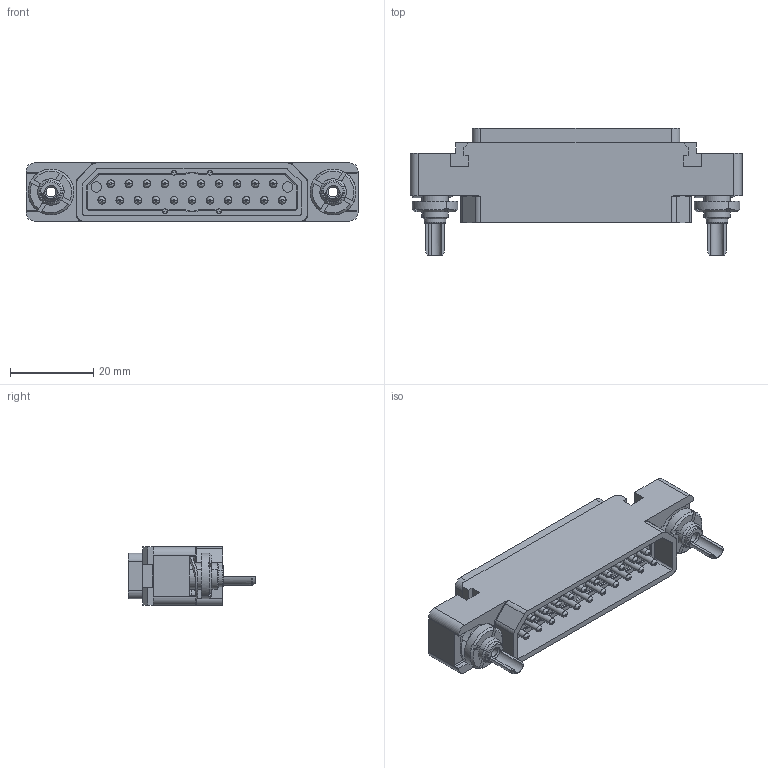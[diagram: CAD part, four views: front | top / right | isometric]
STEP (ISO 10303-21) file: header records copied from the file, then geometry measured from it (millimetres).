
FILE_DESCRIPTION((''),'2;1');
FILE_NAME('1900ND04P1B00B','2019-10-29T',('presta_be4'),(''),'CREO PARAMETRIC BY PTC INC, 2018360','CREO PARAMETRIC BY PTC INC, 2018360','');
FILE_SCHEMA(('CONFIG_CONTROL_DESIGN'));
Products named in the file (1): 1900ND04P1B00B
Bounding box: 80 x 30.75 x 14 mm (x, y, z)
Volume: 12827.8 mm3; surface area: 15546.9 mm2
Topology: 1 solids, 1 shells, 2164 faces, 4838 edges, 2809 vertices
Faces by surface type: cylinder 746, torus 624, plane 378, cone 336, bspline 54, extrusion 26
Entity records: 73218 total; most frequent: CARTESIAN_POINT 23897, DIRECTION 11522, ORIENTED_EDGE 9584, AXIS2_PLACEMENT_3D 4948, EDGE_CURVE 4792, CIRCLE 2864, VERTEX_POINT 2809, EDGE_LOOP 2451
